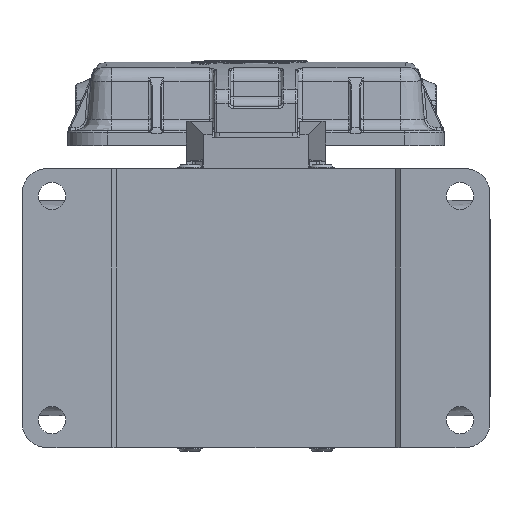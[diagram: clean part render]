
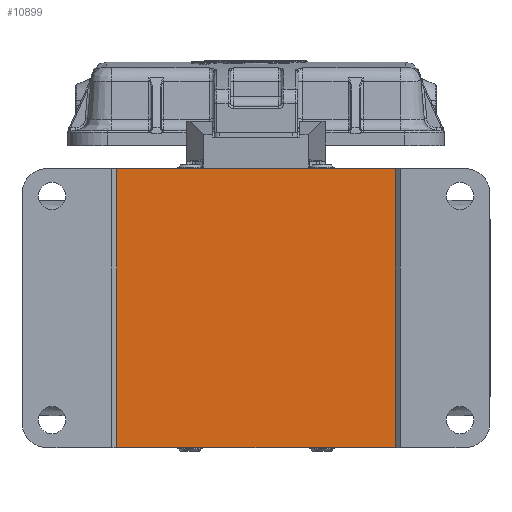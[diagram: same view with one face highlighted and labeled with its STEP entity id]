
A CAD part, front view. The second image highlights one B-rep face of the part: STEP entity #10899.
In plain terms, the highlighted planar face has unit normal (0, -1, 0).
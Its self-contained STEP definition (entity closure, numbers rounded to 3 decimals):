
#6401 = EDGE_CURVE ( 'NONE', #26147, #26149, #11940, .T. ) ;
#6402 = EDGE_CURVE ( 'NONE', #26147, #26148, #11946, .T. ) ;
#6403 = EDGE_CURVE ( 'NONE', #26150, #26149, #11952, .T. ) ;
#6404 = EDGE_CURVE ( 'NONE', #26150, #26148, #11958, .T. ) ;
#10899 = ADVANCED_FACE ( 'NONE', ( #28330 ), #11609, .F. ) ;
#11609 = PLANE ( 'NONE',  #28331 ) ;
#11610 = CARTESIAN_POINT ( 'NONE',  ( 28., -76., 33.6 ) ) ;
#11611 = DIRECTION ( 'NONE',  ( 0., 1., 0. ) ) ;
#11612 = DIRECTION ( 'NONE',  ( 0., 0., 1. ) ) ;
#11940 = LINE ( 'NONE', #11942, #50127 ) ;
#11942 = CARTESIAN_POINT ( 'NONE',  ( 28., -76., 33.6 ) ) ;
#11944 = DIRECTION ( 'NONE',  ( 0., 0., 1. ) ) ;
#11946 = LINE ( 'NONE', #11948, #50134 ) ;
#11948 = CARTESIAN_POINT ( 'NONE',  ( 47., -76., -28. ) ) ;
#11950 = DIRECTION ( 'NONE',  ( -1., 0., 0. ) ) ;
#11952 = LINE ( 'NONE', #11954, #50126 ) ;
#11954 = CARTESIAN_POINT ( 'NONE',  ( -47., -76., 28. ) ) ;
#11956 = DIRECTION ( 'NONE',  ( 1., 0., 0. ) ) ;
#11958 = LINE ( 'NONE', #11960, #50105 ) ;
#11960 = CARTESIAN_POINT ( 'NONE',  ( -28., -76., 33.6 ) ) ;
#11962 = DIRECTION ( 'NONE',  ( 0., 0., -1. ) ) ;
#16428 = ORIENTED_EDGE ( 'NONE', *, *, #6402, .F. ) ;
#16429 = ORIENTED_EDGE ( 'NONE', *, *, #6403, .F. ) ;
#16430 = ORIENTED_EDGE ( 'NONE', *, *, #6401, .T. ) ;
#16431 = ORIENTED_EDGE ( 'NONE', *, *, #6404, .T. ) ;
#26147 = VERTEX_POINT ( 'NONE', #49973 ) ;
#26148 = VERTEX_POINT ( 'NONE', #49974 ) ;
#26149 = VERTEX_POINT ( 'NONE', #49975 ) ;
#26150 = VERTEX_POINT ( 'NONE', #49976 ) ;
#26760 = EDGE_LOOP ( 'NONE', ( #16428, #16430, #16429, #16431 ) ) ;
#28330 = FACE_OUTER_BOUND ( 'NONE', #26760, .T. ) ;
#28331 = AXIS2_PLACEMENT_3D ( 'NONE', #11610, #11611, #11612 ) ;
#49973 = CARTESIAN_POINT ( 'NONE',  ( 28., -76., -28. ) ) ;
#49974 = CARTESIAN_POINT ( 'NONE',  ( -28., -76., -28. ) ) ;
#49975 = CARTESIAN_POINT ( 'NONE',  ( 28., -76., 28. ) ) ;
#49976 = CARTESIAN_POINT ( 'NONE',  ( -28., -76., 28. ) ) ;
#50105 = VECTOR ( 'NONE', #11962, 1000. ) ;
#50126 = VECTOR ( 'NONE', #11956, 1000. ) ;
#50127 = VECTOR ( 'NONE', #11944, 1000. ) ;
#50134 = VECTOR ( 'NONE', #11950, 1000. ) ;
